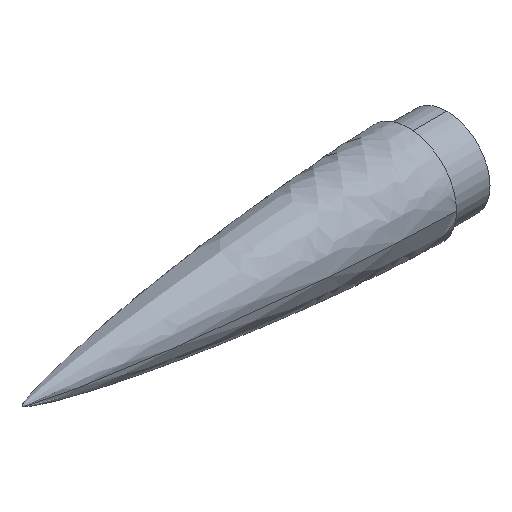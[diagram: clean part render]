
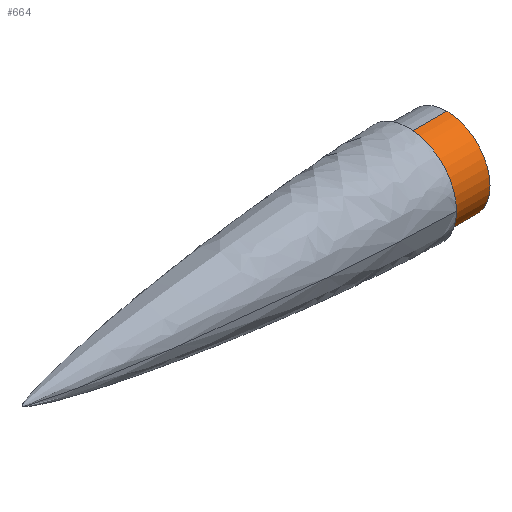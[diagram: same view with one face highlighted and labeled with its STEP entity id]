
A CAD part, isometric view. The second image highlights one B-rep face of the part: STEP entity #664.
In plain terms, the highlighted cylindrical face has radius 33.5 mm (diameter 67 mm), a partial arc.
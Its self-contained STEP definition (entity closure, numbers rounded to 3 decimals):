
#19 = EDGE_CURVE ( 'NONE', #641, #451, #905, .T. ) ;
#23 = CARTESIAN_POINT ( 'NONE',  ( 330., 0., -33.5 ) ) ;
#40 = DIRECTION ( 'NONE',  ( -1., 0., 0. ) ) ;
#68 = LINE ( 'NONE', #405, #703 ) ;
#119 = DIRECTION ( 'NONE',  ( 0., 0., 1. ) ) ;
#170 = DIRECTION ( 'NONE',  ( 1., 0., 0. ) ) ;
#172 = EDGE_CURVE ( 'NONE', #455, #336, #450, .T. ) ;
#173 = CARTESIAN_POINT ( 'NONE',  ( 300., 0., 33.5 ) ) ;
#199 = EDGE_CURVE ( 'NONE', #455, #641, #952, .T. ) ;
#292 = AXIS2_PLACEMENT_3D ( 'NONE', #566, #170, #389 ) ;
#299 = CARTESIAN_POINT ( 'NONE',  ( 330., 0., 33.5 ) ) ;
#323 = CARTESIAN_POINT ( 'NONE',  ( 330., 0., 33.5 ) ) ;
#336 = VERTEX_POINT ( 'NONE', #23 ) ;
#340 = DIRECTION ( 'NONE',  ( 1., 0., 0. ) ) ;
#366 = CARTESIAN_POINT ( 'NONE',  ( 300., 0., -33.5 ) ) ;
#368 = AXIS2_PLACEMENT_3D ( 'NONE', #824, #40, #119 ) ;
#379 = AXIS2_PLACEMENT_3D ( 'NONE', #646, #340, #794 ) ;
#389 = DIRECTION ( 'NONE',  ( 0., 0., 1. ) ) ;
#405 = CARTESIAN_POINT ( 'NONE',  ( 330., 0., -33.5 ) ) ;
#444 = EDGE_LOOP ( 'NONE', ( #773, #595, #720, #480 ) ) ;
#450 = CIRCLE ( 'NONE', #379, 33.5 ) ;
#451 = VERTEX_POINT ( 'NONE', #366 ) ;
#455 = VERTEX_POINT ( 'NONE', #299 ) ;
#480 = ORIENTED_EDGE ( 'NONE', *, *, #19, .T. ) ;
#561 = EDGE_CURVE ( 'NONE', #336, #451, #68, .T. ) ;
#566 = CARTESIAN_POINT ( 'NONE',  ( 300., 0., 0. ) ) ;
#571 = FACE_OUTER_BOUND ( 'NONE', #444, .T. ) ;
#595 = ORIENTED_EDGE ( 'NONE', *, *, #172, .F. ) ;
#610 = VECTOR ( 'NONE', #880, 1000. ) ;
#641 = VERTEX_POINT ( 'NONE', #173 ) ;
#646 = CARTESIAN_POINT ( 'NONE',  ( 330., 0., 0. ) ) ;
#664 = ADVANCED_FACE ( 'NONE', ( #571 ), #829, .T. ) ;
#703 = VECTOR ( 'NONE', #1020, 1000. ) ;
#720 = ORIENTED_EDGE ( 'NONE', *, *, #199, .T. ) ;
#773 = ORIENTED_EDGE ( 'NONE', *, *, #561, .F. ) ;
#794 = DIRECTION ( 'NONE',  ( 0., 0., -1. ) ) ;
#824 = CARTESIAN_POINT ( 'NONE',  ( 330., 0., 0. ) ) ;
#829 = CYLINDRICAL_SURFACE ( 'NONE', #368, 33.5 ) ;
#880 = DIRECTION ( 'NONE',  ( -1., 0., 0. ) ) ;
#905 = CIRCLE ( 'NONE', #292, 33.5 ) ;
#952 = LINE ( 'NONE', #323, #610 ) ;
#1020 = DIRECTION ( 'NONE',  ( -1., 0., 0. ) ) ;
